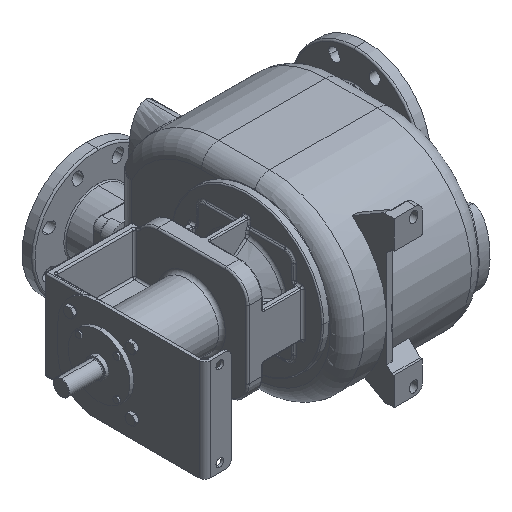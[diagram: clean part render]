
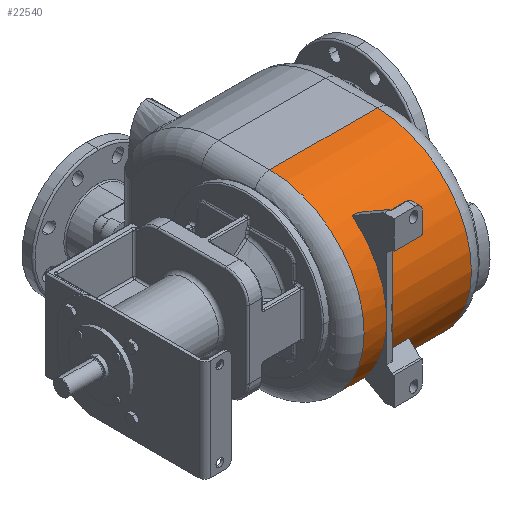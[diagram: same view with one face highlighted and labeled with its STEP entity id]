
A CAD part, isometric view. The second image highlights one B-rep face of the part: STEP entity #22540.
In plain terms, the highlighted cylindrical face has radius 167 mm (diameter 334 mm), a partial arc.
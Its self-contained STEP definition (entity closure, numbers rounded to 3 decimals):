
#6236=CARTESIAN_POINT('',(290.5,0.,-17.));
#6237=DIRECTION('',(-1.,0.,0.));
#6238=DIRECTION('',(0.,0.,-1.));
#6239=AXIS2_PLACEMENT_3D('',#6236,#6237,#6238);
#6241=CARTESIAN_POINT('',(480.5,0.,-17.));
#6242=DIRECTION('',(1.,0.,0.));
#6243=DIRECTION('',(0.,0.,1.));
#6244=AXIS2_PLACEMENT_3D('',#6241,#6242,#6243);
#6246=DIRECTION('',(1.,0.,0.));
#6247=VECTOR('',#6246,190.);
#6248=CARTESIAN_POINT('',(290.5,0.,-184.));
#6249=LINE('',#6248,#6247);
#6250=DIRECTION('',(-1.,0.,0.));
#6251=VECTOR('',#6250,10.);
#6252=CARTESIAN_POINT('',(340.5,-127.371,-125.007));
#6253=LINE('',#6252,#6251);
#6254=CARTESIAN_POINT('',(340.5,0.,-17.));
#6255=DIRECTION('',(-1.,0.,0.));
#6256=DIRECTION('',(0.,-0.763,-0.647));
#6257=AXIS2_PLACEMENT_3D('',#6254,#6255,#6256);
#6259=DIRECTION('',(-1.,0.,0.));
#6260=VECTOR('',#6259,40.);
#6261=CARTESIAN_POINT('',(380.5,-152.365,-85.365));
#6262=LINE('',#6261,#6260);
#6263=CARTESIAN_POINT('',(380.5,0.,-17.));
#6264=DIRECTION('',(-1.,0.,0.));
#6265=DIRECTION('',(0.,-0.912,-0.409));
#6266=AXIS2_PLACEMENT_3D('',#6263,#6264,#6265);
#6268=DIRECTION('',(-1.,0.,0.));
#6269=VECTOR('',#6268,40.);
#6270=CARTESIAN_POINT('',(380.5,-156.479,-75.337));
#6271=LINE('',#6270,#6269);
#6272=CARTESIAN_POINT('',(340.5,0.,-17.));
#6273=DIRECTION('',(-1.,0.,0.));
#6274=DIRECTION('',(0.,-0.937,-0.349));
#6275=AXIS2_PLACEMENT_3D('',#6272,#6273,#6274);
#6277=CARTESIAN_POINT('',(340.5,0.,-17.));
#6278=DIRECTION('',(-1.,0.,0.));
#6279=DIRECTION('',(0.,-1.,0.));
#6280=AXIS2_PLACEMENT_3D('',#6277,#6278,#6279);
#6282=DIRECTION('',(-1.,0.,0.));
#6283=VECTOR('',#6282,40.);
#6284=CARTESIAN_POINT('',(380.5,-145.719,64.577));
#6285=LINE('',#6284,#6283);
#6286=CARTESIAN_POINT('',(380.5,0.,-17.));
#6287=DIRECTION('',(-1.,0.,0.));
#6288=DIRECTION('',(0.,-0.873,0.488));
#6289=AXIS2_PLACEMENT_3D('',#6286,#6287,#6288);
#6291=DIRECTION('',(-1.,0.,0.));
#6292=VECTOR('',#6291,40.);
#6293=CARTESIAN_POINT('',(380.5,-140.41,73.41));
#6294=LINE('',#6293,#6292);
#6295=CARTESIAN_POINT('',(340.5,0.,-17.));
#6296=DIRECTION('',(-1.,0.,0.));
#6297=DIRECTION('',(0.,-0.841,0.541));
#6298=AXIS2_PLACEMENT_3D('',#6295,#6296,#6297);
#6300=DIRECTION('',(-1.,0.,0.));
#6301=VECTOR('',#6300,10.);
#6302=CARTESIAN_POINT('',(340.5,-105.554,112.411));
#6303=LINE('',#6302,#6301);
#6312=DIRECTION('',(1.,0.,0.));
#6313=VECTOR('',#6312,190.);
#6314=CARTESIAN_POINT('',(290.5,0.,150.));
#6315=LINE('',#6314,#6313);
#9174=CARTESIAN_POINT('',(330.5,0.,-17.));
#9175=DIRECTION('',(-1.,0.,0.));
#9176=DIRECTION('',(0.,-0.763,-0.647));
#9177=AXIS2_PLACEMENT_3D('',#9174,#9175,#9176);
#9203=CARTESIAN_POINT('',(330.5,0.,-17.));
#9204=DIRECTION('',(-1.,0.,0.));
#9205=DIRECTION('',(0.,-1.,0.));
#9206=AXIS2_PLACEMENT_3D('',#9203,#9204,#9205);
#15616=CARTESIAN_POINT('',(480.5,0.,-184.));
#15617=VERTEX_POINT('',#15616);
#15618=CARTESIAN_POINT('',(480.5,0.,150.));
#15619=VERTEX_POINT('',#15618);
#15645=CARTESIAN_POINT('',(290.5,0.,-184.));
#15647=VERTEX_POINT('',#15645);
#15648=CARTESIAN_POINT('',(290.5,0.,150.));
#15649=VERTEX_POINT('',#15648);
#15695=CARTESIAN_POINT('',(380.5,-152.365,-85.365));
#15696=CARTESIAN_POINT('',(380.5,-156.479,-75.337));
#15697=VERTEX_POINT('',#15695);
#15698=VERTEX_POINT('',#15696);
#15699=CARTESIAN_POINT('',(380.5,-145.719,64.577));
#15700=CARTESIAN_POINT('',(380.5,-140.41,73.41));
#15701=VERTEX_POINT('',#15699);
#15702=VERTEX_POINT('',#15700);
#15711=CARTESIAN_POINT('',(340.5,-127.371,-125.007));
#15712=CARTESIAN_POINT('',(340.5,-152.365,-85.365));
#15713=VERTEX_POINT('',#15711);
#15714=VERTEX_POINT('',#15712);
#15715=CARTESIAN_POINT('',(340.5,-156.479,-75.337));
#15716=CARTESIAN_POINT('',(340.5,-167.,-17.));
#15717=VERTEX_POINT('',#15715);
#15718=VERTEX_POINT('',#15716);
#15719=CARTESIAN_POINT('',(340.5,-145.719,64.577));
#15720=VERTEX_POINT('',#15719);
#15721=CARTESIAN_POINT('',(340.5,-140.41,73.41));
#15722=CARTESIAN_POINT('',(340.5,-105.554,112.411));
#15723=VERTEX_POINT('',#15721);
#15724=VERTEX_POINT('',#15722);
#15725=CARTESIAN_POINT('',(330.5,-127.371,-125.007));
#15726=VERTEX_POINT('',#15725);
#15727=CARTESIAN_POINT('',(330.5,-105.554,112.411));
#15728=VERTEX_POINT('',#15727);
#15742=CARTESIAN_POINT('',(330.5,-167.,-17.));
#15744=VERTEX_POINT('',#15742);
#22496=CARTESIAN_POINT('',(260.5,0.,-17.));
#22497=DIRECTION('',(-1.,0.,0.));
#22498=DIRECTION('',(0.,0.,1.));
#22499=AXIS2_PLACEMENT_3D('',#22496,#22497,#22498);
#22500=CYLINDRICAL_SURFACE('',#22499,167.);
#22501=ORIENTED_EDGE('',*,*,#22478,.T.);
#22503=ORIENTED_EDGE('',*,*,#22502,.T.);
#22505=ORIENTED_EDGE('',*,*,#22504,.T.);
#22507=ORIENTED_EDGE('',*,*,#22506,.F.);
#22508=EDGE_LOOP('',(#22501,#22503,#22505,#22507));
#22509=FACE_OUTER_BOUND('',#22508,.F.);
#22511=ORIENTED_EDGE('',*,*,#22510,.F.);
#22513=ORIENTED_EDGE('',*,*,#22512,.F.);
#22515=ORIENTED_EDGE('',*,*,#22514,.T.);
#22517=ORIENTED_EDGE('',*,*,#22516,.F.);
#22519=ORIENTED_EDGE('',*,*,#22518,.T.);
#22521=ORIENTED_EDGE('',*,*,#22520,.T.);
#22523=ORIENTED_EDGE('',*,*,#22522,.T.);
#22525=ORIENTED_EDGE('',*,*,#22524,.T.);
#22527=ORIENTED_EDGE('',*,*,#22526,.F.);
#22529=ORIENTED_EDGE('',*,*,#22528,.T.);
#22531=ORIENTED_EDGE('',*,*,#22530,.T.);
#22533=ORIENTED_EDGE('',*,*,#22532,.T.);
#22535=ORIENTED_EDGE('',*,*,#22534,.T.);
#22537=ORIENTED_EDGE('',*,*,#22536,.F.);
#22538=EDGE_LOOP('',(#22511,#22513,#22515,#22517,#22519,#22521,#22523,#22525,
#22527,#22529,#22531,#22533,#22535,#22537));
#22539=FACE_BOUND('',#22538,.F.);
#22540=ADVANCED_FACE('',(#22509,#22539),#22500,.T.);
#6240=CIRCLE('',#6239,167.);
#6245=CIRCLE('',#6244,167.);
#6258=CIRCLE('',#6257,167.);
#6267=CIRCLE('',#6266,167.);
#6276=CIRCLE('',#6275,167.);
#6281=CIRCLE('',#6280,167.);
#6290=CIRCLE('',#6289,167.);
#6299=CIRCLE('',#6298,167.);
#9178=CIRCLE('',#9177,167.);
#9207=CIRCLE('',#9206,167.);
#22478=EDGE_CURVE('',#15647,#15649,#6240,.T.);
#22502=EDGE_CURVE('',#15649,#15619,#6315,.T.);
#22504=EDGE_CURVE('',#15619,#15617,#6245,.T.);
#22506=EDGE_CURVE('',#15647,#15617,#6249,.T.);
#22510=EDGE_CURVE('',#15726,#15744,#9178,.T.);
#22512=EDGE_CURVE('',#15713,#15726,#6253,.T.);
#22514=EDGE_CURVE('',#15713,#15714,#6258,.T.);
#22516=EDGE_CURVE('',#15697,#15714,#6262,.T.);
#22518=EDGE_CURVE('',#15697,#15698,#6267,.T.);
#22520=EDGE_CURVE('',#15698,#15717,#6271,.T.);
#22522=EDGE_CURVE('',#15717,#15718,#6276,.T.);
#22524=EDGE_CURVE('',#15718,#15720,#6281,.T.);
#22526=EDGE_CURVE('',#15701,#15720,#6285,.T.);
#22528=EDGE_CURVE('',#15701,#15702,#6290,.T.);
#22530=EDGE_CURVE('',#15702,#15723,#6294,.T.);
#22532=EDGE_CURVE('',#15723,#15724,#6299,.T.);
#22534=EDGE_CURVE('',#15724,#15728,#6303,.T.);
#22536=EDGE_CURVE('',#15744,#15728,#9207,.T.);
